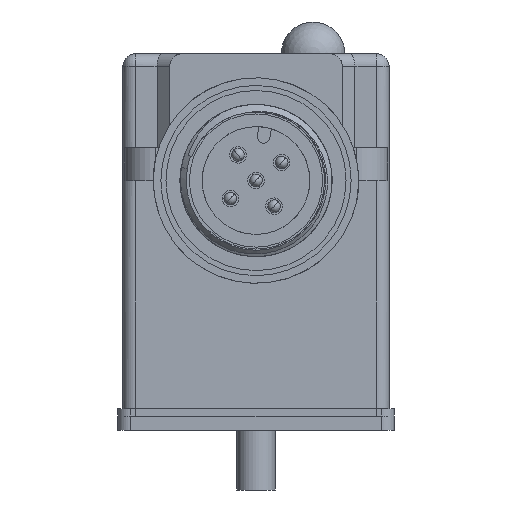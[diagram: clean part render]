
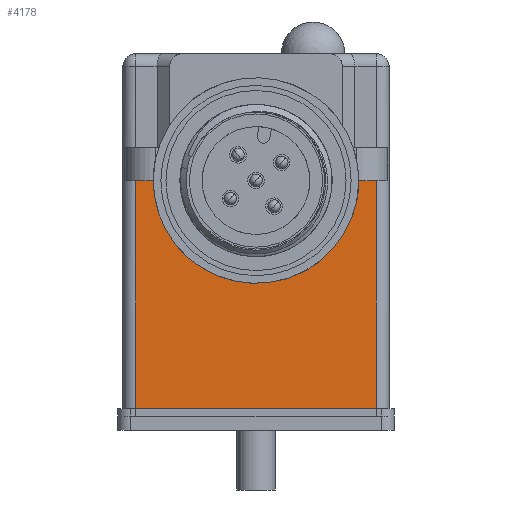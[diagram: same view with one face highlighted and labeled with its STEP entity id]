
A CAD part, front view. The second image highlights one B-rep face of the part: STEP entity #4178.
In plain terms, the highlighted planar face has unit normal (0, -1, 0).
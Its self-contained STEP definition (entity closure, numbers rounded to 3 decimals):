
#166 = LINE ( 'NONE', #14488, #10144 ) ;
#280 = AXIS2_PLACEMENT_3D ( 'NONE', #10756, #28303, #23985 ) ;
#1357 = CARTESIAN_POINT ( 'NONE',  ( -9.5, -14.2, 16.198 ) ) ;
#3936 = ORIENTED_EDGE ( 'NONE', *, *, #24730, .F. ) ;
#4178 = ADVANCED_FACE ( 'NONE', ( #20450 ), #12240, .T. ) ;
#5386 = VERTEX_POINT ( 'NONE', #27080 ) ;
#5827 = EDGE_CURVE ( 'NONE', #22110, #5386, #25274, .T. ) ;
#7745 = VECTOR ( 'NONE', #16910, 1000. ) ;
#8705 = CARTESIAN_POINT ( 'NONE',  ( 9.5, -14.2, 16.198 ) ) ;
#10144 = VECTOR ( 'NONE', #19486, 1000. ) ;
#10190 = VERTEX_POINT ( 'NONE', #24007 ) ;
#10191 = CARTESIAN_POINT ( 'NONE',  ( -7.8, -14.2, 16.198 ) ) ;
#10756 = CARTESIAN_POINT ( 'NONE',  ( 0., -14.2, 16.198 ) ) ;
#11603 = LINE ( 'NONE', #18462, #23959 ) ;
#12240 = PLANE ( 'NONE',  #13412 ) ;
#12971 = ORIENTED_EDGE ( 'NONE', *, *, #19506, .F. ) ;
#13412 = AXIS2_PLACEMENT_3D ( 'NONE', #21003, #23559, #18875 ) ;
#14092 = VECTOR ( 'NONE', #20894, 1000. ) ;
#14488 = CARTESIAN_POINT ( 'NONE',  ( 9.5, -14.2, -2.402 ) ) ;
#14521 = ORIENTED_EDGE ( 'NONE', *, *, #5827, .T. ) ;
#14677 = CARTESIAN_POINT ( 'NONE',  ( -9.5, -14.2, -2.402 ) ) ;
#14802 = VECTOR ( 'NONE', #22171, 1000. ) ;
#15145 = LINE ( 'NONE', #8705, #14802 ) ;
#15493 = CARTESIAN_POINT ( 'NONE',  ( 7.8, -14.2, 16.198 ) ) ;
#16139 = CARTESIAN_POINT ( 'NONE',  ( -7.8, -14.2, 16.198 ) ) ;
#16511 = LINE ( 'NONE', #1357, #14092 ) ;
#16648 = CIRCLE ( 'NONE', #280, 7.8 ) ;
#16910 = DIRECTION ( 'NONE',  ( -1., 0., 0. ) ) ;
#17983 = EDGE_LOOP ( 'NONE', ( #14521, #24376, #12971, #19949, #19345, #3936 ) ) ;
#18462 = CARTESIAN_POINT ( 'NONE',  ( 9.5, -14.2, 16.198 ) ) ;
#18875 = DIRECTION ( 'NONE',  ( -1., 0., 0. ) ) ;
#19345 = ORIENTED_EDGE ( 'NONE', *, *, #21998, .T. ) ;
#19486 = DIRECTION ( 'NONE',  ( -1., 0., 0. ) ) ;
#19506 = EDGE_CURVE ( 'NONE', #26339, #22694, #166, .T. ) ;
#19949 = ORIENTED_EDGE ( 'NONE', *, *, #26662, .F. ) ;
#20450 = FACE_OUTER_BOUND ( 'NONE', #17983, .T. ) ;
#20894 = DIRECTION ( 'NONE',  ( 0., 0., -1. ) ) ;
#21003 = CARTESIAN_POINT ( 'NONE',  ( 9.5, -14.2, 16.198 ) ) ;
#21998 = EDGE_CURVE ( 'NONE', #10190, #23658, #11603, .T. ) ;
#22110 = VERTEX_POINT ( 'NONE', #10191 ) ;
#22171 = DIRECTION ( 'NONE',  ( 0., 0., -1. ) ) ;
#22595 = DIRECTION ( 'NONE',  ( -1., 0., 0. ) ) ;
#22694 = VERTEX_POINT ( 'NONE', #14677 ) ;
#23559 = DIRECTION ( 'NONE',  ( 0., -1., 0. ) ) ;
#23658 = VERTEX_POINT ( 'NONE', #15493 ) ;
#23959 = VECTOR ( 'NONE', #22595, 1000. ) ;
#23985 = DIRECTION ( 'NONE',  ( 1., 0., 0. ) ) ;
#24007 = CARTESIAN_POINT ( 'NONE',  ( 9.5, -14.2, 16.198 ) ) ;
#24376 = ORIENTED_EDGE ( 'NONE', *, *, #27717, .T. ) ;
#24730 = EDGE_CURVE ( 'NONE', #22110, #23658, #16648, .T. ) ;
#25146 = CARTESIAN_POINT ( 'NONE',  ( 9.5, -14.2, -2.402 ) ) ;
#25274 = LINE ( 'NONE', #16139, #7745 ) ;
#26339 = VERTEX_POINT ( 'NONE', #25146 ) ;
#26662 = EDGE_CURVE ( 'NONE', #10190, #26339, #15145, .T. ) ;
#27080 = CARTESIAN_POINT ( 'NONE',  ( -9.5, -14.2, 16.198 ) ) ;
#27717 = EDGE_CURVE ( 'NONE', #5386, #22694, #16511, .T. ) ;
#28303 = DIRECTION ( 'NONE',  ( 0., -1., 0. ) ) ;
